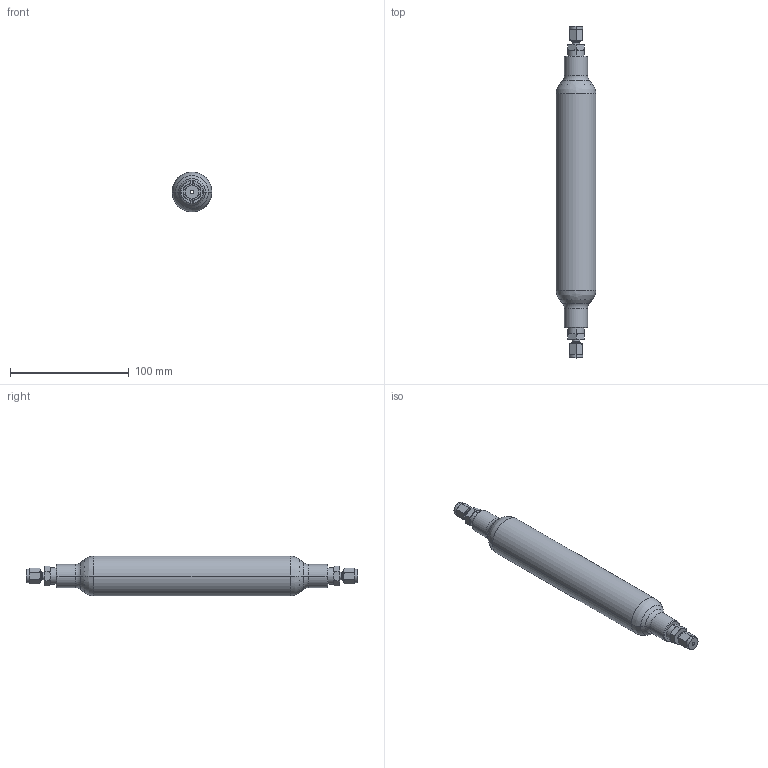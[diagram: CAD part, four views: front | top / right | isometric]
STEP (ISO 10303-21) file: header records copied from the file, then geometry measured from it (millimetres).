
FILE_DESCRIPTION((''),'2;1');
FILE_NAME('MTRP-0042-XX_ASM','2024-01-25T10:26:44',('DLachman'),('MATHESON TRI-GAS'),'CREO PARAMETRIC BY PTC INC, 2022281','CREO PARAMETRIC BY PTC INC, 2022281','');
FILE_SCHEMA(('CONFIG_CONTROL_DESIGN'));
Length unit declared in the file: inch
Products named in the file (3): MTRP-0019-XX; MCON-0099-SA; MTRP-0042-XX_ASM
Assembly tree (3 placements, depth 2):
  MTRP-0042-XX_ASM
    MTRP-0019-XX
    MCON-0099-SA  x2
Bounding box: 33.53 x 279.4 x 33.53 mm (x, y, z)
Volume: 159267.4 mm3; surface area: 35207.7 mm2
Topology: 3 solids, 3 shells, 162 faces, 340 edges, 192 vertices
Faces by surface type: cone 80, plane 38, cylinder 32, torus 8, bspline 4
Entity records: 2826 total; most frequent: CARTESIAN_POINT 772, DIRECTION 438, ORIENTED_EDGE 392, EDGE_CURVE 196, AXIS2_PLACEMENT_3D 194, VERTEX_POINT 110, EDGE_LOOP 102, CIRCLE 98
